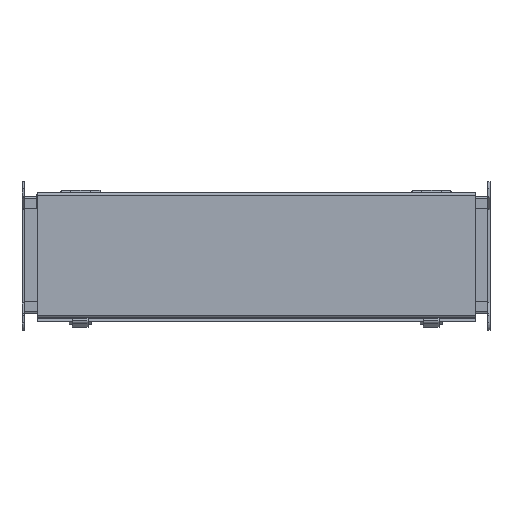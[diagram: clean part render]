
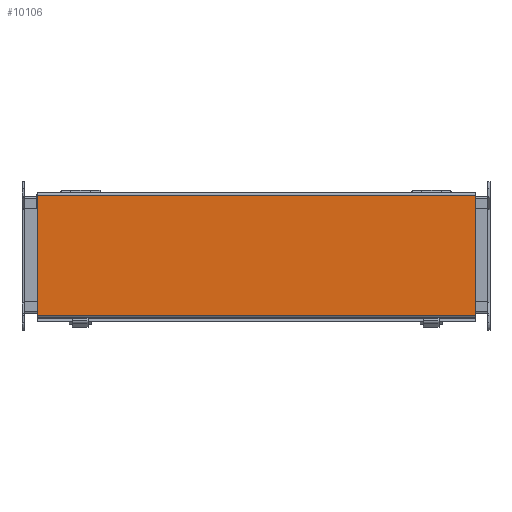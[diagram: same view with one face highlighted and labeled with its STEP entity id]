
A CAD part, top view. The second image highlights one B-rep face of the part: STEP entity #10106.
In plain terms, the highlighted planar face has unit normal (0, 0, 1).
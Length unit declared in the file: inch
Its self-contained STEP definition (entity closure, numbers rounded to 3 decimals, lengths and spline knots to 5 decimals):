
#82 = CARTESIAN_POINT ( 'NONE',  ( -11.218, -3.1885, 6.172 ) ) ;
#1049 = EDGE_CURVE ( 'NONE', #7470, #12783, #3292, .T. ) ;
#1181 = DIRECTION ( 'NONE',  ( 0., -1., 0. ) ) ;
#1870 = DIRECTION ( 'NONE',  ( 1., 0., 0. ) ) ;
#2156 = VERTEX_POINT ( 'NONE', #5572 ) ;
#2220 = VECTOR ( 'NONE', #1181, 39.37008 ) ;
#2322 = DIRECTION ( 'NONE',  ( 1., 0., 0. ) ) ;
#2727 = PLANE ( 'NONE',  #11295 ) ;
#2902 = DIRECTION ( 'NONE',  ( -1., 0., 0. ) ) ;
#2937 = ORIENTED_EDGE ( 'NONE', *, *, #4947, .T. ) ;
#3292 = LINE ( 'NONE', #7240, #7576 ) ;
#3816 = FACE_OUTER_BOUND ( 'NONE', #6817, .T. ) ;
#4465 = CARTESIAN_POINT ( 'NONE',  ( 11.25, 3.0785, 6.172 ) ) ;
#4947 = EDGE_CURVE ( 'NONE', #2156, #7470, #12013, .T. ) ;
#5472 = LINE ( 'NONE', #8447, #6650 ) ;
#5572 = CARTESIAN_POINT ( 'NONE',  ( -11.218, 3.0785, 6.172 ) ) ;
#5809 = VECTOR ( 'NONE', #2902, 39.37008 ) ;
#5943 = CARTESIAN_POINT ( 'NONE',  ( -11.218, 3.0785, 6.172 ) ) ;
#6650 = VECTOR ( 'NONE', #11322, 39.37008 ) ;
#6817 = EDGE_LOOP ( 'NONE', ( #2937, #12583, #7178, #9609 ) ) ;
#6910 = LINE ( 'NONE', #5943, #5809 ) ;
#7178 = ORIENTED_EDGE ( 'NONE', *, *, #12493, .T. ) ;
#7240 = CARTESIAN_POINT ( 'NONE',  ( -11.218, -3.0805, 6.172 ) ) ;
#7470 = VERTEX_POINT ( 'NONE', #8837 ) ;
#7576 = VECTOR ( 'NONE', #2322, 39.37008 ) ;
#7705 = CARTESIAN_POINT ( 'NONE',  ( -11.218, -3.1885, 6.172 ) ) ;
#8447 = CARTESIAN_POINT ( 'NONE',  ( 11.25, -3.1885, 6.172 ) ) ;
#8837 = CARTESIAN_POINT ( 'NONE',  ( -11.218, -3.0805, 6.172 ) ) ;
#8868 = DIRECTION ( 'NONE',  ( 0., 0., 1. ) ) ;
#9609 = ORIENTED_EDGE ( 'NONE', *, *, #11714, .T. ) ;
#10106 = ADVANCED_FACE ( 'NONE', ( #3816 ), #2727, .T. ) ;
#10244 = CARTESIAN_POINT ( 'NONE',  ( 11.25, -3.0805, 6.172 ) ) ;
#10358 = VERTEX_POINT ( 'NONE', #4465 ) ;
#11295 = AXIS2_PLACEMENT_3D ( 'NONE', #7705, #8868, #1870 ) ;
#11322 = DIRECTION ( 'NONE',  ( 0., 1., 0. ) ) ;
#11714 = EDGE_CURVE ( 'NONE', #10358, #2156, #6910, .T. ) ;
#12013 = LINE ( 'NONE', #82, #2220 ) ;
#12493 = EDGE_CURVE ( 'NONE', #12783, #10358, #5472, .T. ) ;
#12583 = ORIENTED_EDGE ( 'NONE', *, *, #1049, .T. ) ;
#12783 = VERTEX_POINT ( 'NONE', #10244 ) ;
